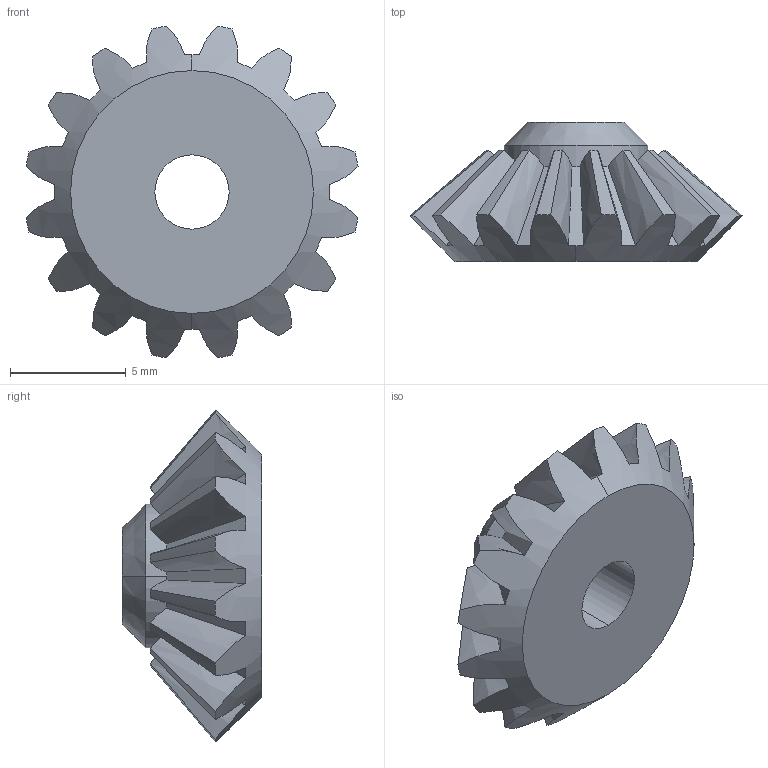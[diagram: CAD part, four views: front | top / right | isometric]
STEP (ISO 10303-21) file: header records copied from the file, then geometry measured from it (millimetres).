
FILE_DESCRIPTION(('STEP AP214'),'1');
FILE_NAME('Diff Planet Gear.stp','2013-09-17T19:25:59',(' '),(' '),'Spatial InterOp 3D',' ',' ');
FILE_SCHEMA(('automotive_design'));
Length unit declared in the file: millimetre
Products named in the file (1): NONE
Bounding box: 14.31 x 6 x 14.31 mm (x, y, z)
Volume: 398.8 mm3; surface area: 554.8 mm2
Topology: 1 solids, 1 shells, 76 faces, 219 edges, 145 vertices
Faces by surface type: bspline 32, cone 22, plane 18, cylinder 4
Entity records: 4604 total; most frequent: CARTESIAN_POINT 2293, ORIENTED_EDGE 438, DIRECTION 222, EDGE_CURVE 219, VERTEX_POINT 145, B_SPLINE_CURVE_WITH_KNOTS 132, AXIS2_PLACEMENT_3D 90, EDGE_LOOP 78
